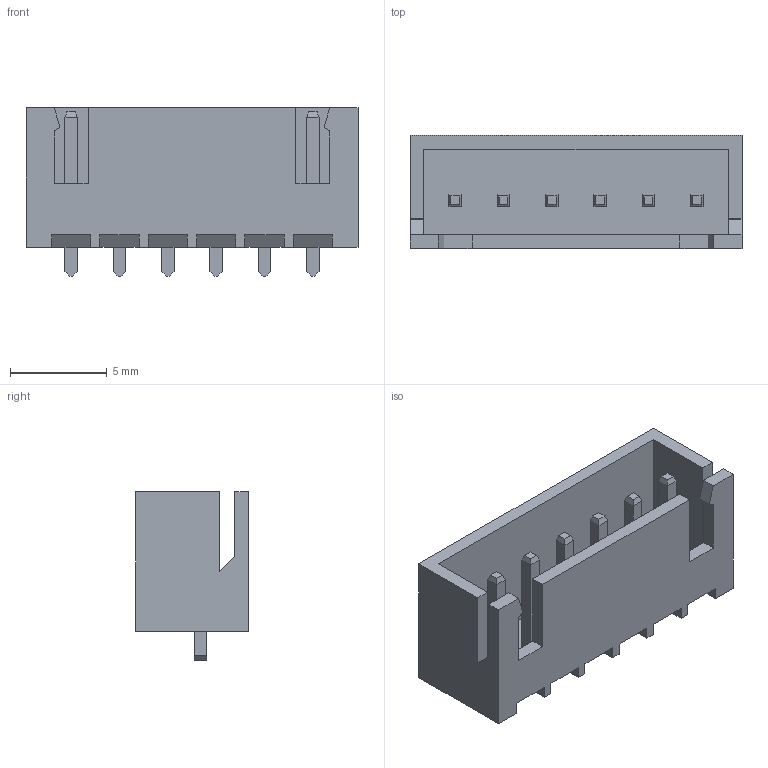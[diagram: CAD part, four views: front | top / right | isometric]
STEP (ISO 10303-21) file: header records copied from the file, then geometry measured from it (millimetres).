
FILE_DESCRIPTION(/* description */ (''),/* implementation_level */ '2;1');
FILE_NAME(/* name */ 'XH-6A.step',/* time_stamp */ '2023-03-31T18:32:00+04:00',/* author */ (''),/* organization */ (''),/* preprocessor_version */ 'ST-DEVELOPER v19.2',/* originating_system */ 'Autodesk Translation Framework v11.17.0.187',/* authorisation */ '');
FILE_SCHEMA (('AUTOMOTIVE_DESIGN { 1 0 10303 214 3 1 1 }'));
Length unit declared in the file: millimetre
Products named in the file (1): (Unsaved)
Bounding box: 17.17 x 5.84 x 8.71 mm (x, y, z)
Volume: 255.8 mm3; surface area: 923.8 mm2
Topology: 7 solids, 27 shells, 338 faces, 822 edges, 532 vertices
Faces by surface type: plane 299, bspline 39
Entity records: 10225 total; most frequent: CARTESIAN_POINT 2520, ORIENTED_EDGE 1644, DIRECTION 1344, EDGE_CURVE 822, LINE 744, VECTOR 744, VERTEX_POINT 532, EDGE_LOOP 356
